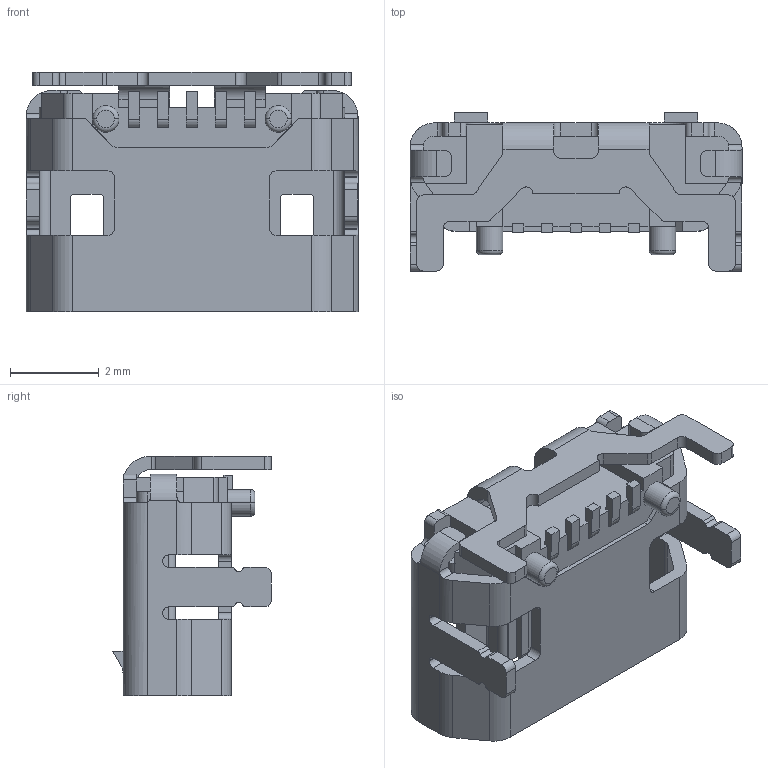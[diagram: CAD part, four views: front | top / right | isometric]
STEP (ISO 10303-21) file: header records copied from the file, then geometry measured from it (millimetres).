
FILE_DESCRIPTION (( 'STEP AP214' ), '1' );
FILE_NAME ('KMMX-BSMT35S-BTR_rA2.STEP', '2012-11-29T19:40:24', ( '' ), ( '' ), 'SwSTEP 2.0', 'SolidWorks 2012', '' );
FILE_SCHEMA (( 'AUTOMOTIVE_DESIGN' ));
Length unit declared in the file: millimetre
Products named in the file (1): KMMX-BSMT35S-BTR_rA2
Bounding box: 7.5 x 3.58 x 5.4 mm (x, y, z)
Volume: 44.6 mm3; surface area: 238.2 mm2
Topology: 1 solids, 1 shells, 341 faces, 981 edges, 638 vertices
Faces by surface type: plane 191, cylinder 136, torus 8, cone 6
Entity records: 12533 total; most frequent: CARTESIAN_POINT 2055, ORIENTED_EDGE 1962, DIRECTION 1939, EDGE_CURVE 981, VECTOR 679, LINE 679, VERTEX_POINT 638, AXIS2_PLACEMENT_3D 630
